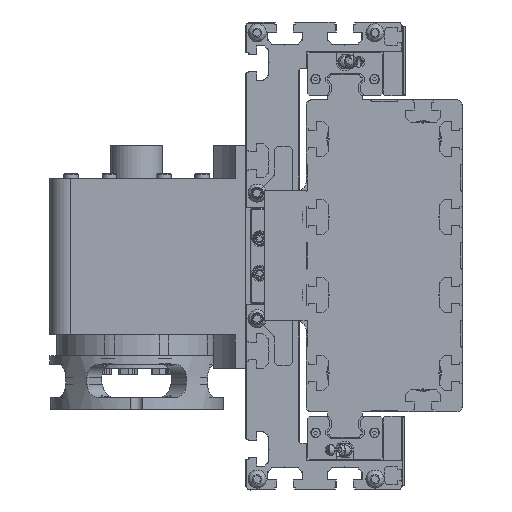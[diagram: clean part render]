
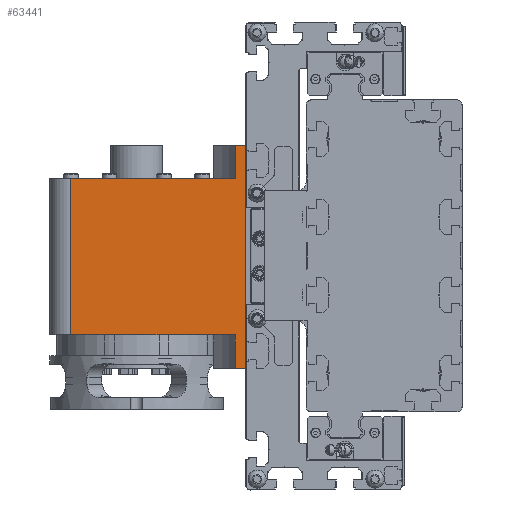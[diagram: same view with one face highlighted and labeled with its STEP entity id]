
A CAD part, left-side view. The second image highlights one B-rep face of the part: STEP entity #63441.
In plain terms, the highlighted face is planar.
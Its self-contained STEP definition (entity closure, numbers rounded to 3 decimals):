
#4942=PLANE('',#68979);
#11056=LINE('',#105820,#17391);
#11057=LINE('',#105824,#17392);
#11061=LINE('',#105835,#17396);
#11067=LINE('',#105851,#17402);
#11073=LINE('',#105867,#17408);
#11085=LINE('',#105901,#17420);
#11090=LINE('',#105912,#17425);
#11091=LINE('',#105914,#17426);
#17391=VECTOR('',#85630,10.);
#17392=VECTOR('',#85635,10.);
#17396=VECTOR('',#85645,10.);
#17402=VECTOR('',#85659,10.);
#17408=VECTOR('',#85675,10.);
#17420=VECTOR('',#85707,10.);
#17425=VECTOR('',#85718,10.);
#17426=VECTOR('',#85721,10.);
#21716=FACE_OUTER_BOUND('',#25184,.T.);
#25184=EDGE_LOOP('',(#59065,#59066,#59067,#59068,#59069,#59070,#59071,#59072));
#33311=VERTEX_POINT('',#105817);
#33312=VERTEX_POINT('',#105819);
#33313=VERTEX_POINT('',#105823);
#33317=VERTEX_POINT('',#105833);
#33322=VERTEX_POINT('',#105847);
#33323=VERTEX_POINT('',#105849);
#33328=VERTEX_POINT('',#105865);
#33340=VERTEX_POINT('',#105900);
#41938=EDGE_CURVE('',#33311,#33312,#11056,.T.);
#41940=EDGE_CURVE('',#33312,#33313,#11057,.T.);
#41946=EDGE_CURVE('',#33311,#33317,#11061,.T.);
#41954=EDGE_CURVE('',#33322,#33323,#11067,.T.);
#41962=EDGE_CURVE('',#33328,#33323,#11073,.T.);
#41978=EDGE_CURVE('',#33322,#33340,#11085,.T.);
#41985=EDGE_CURVE('',#33317,#33340,#11090,.T.);
#41986=EDGE_CURVE('',#33313,#33328,#11091,.T.);
#59065=ORIENTED_EDGE('',*,*,#41946,.T.);
#59066=ORIENTED_EDGE('',*,*,#41985,.T.);
#59067=ORIENTED_EDGE('',*,*,#41978,.F.);
#59068=ORIENTED_EDGE('',*,*,#41954,.T.);
#59069=ORIENTED_EDGE('',*,*,#41962,.F.);
#59070=ORIENTED_EDGE('',*,*,#41986,.F.);
#59071=ORIENTED_EDGE('',*,*,#41940,.F.);
#59072=ORIENTED_EDGE('',*,*,#41938,.F.);
#63441=ADVANCED_FACE('',(#21716),#4942,.T.);
#68979=AXIS2_PLACEMENT_3D('',#105913,#85719,#85720);
#85630=DIRECTION('',(0.,0.,1.));
#85635=DIRECTION('',(0.,1.,0.));
#85645=DIRECTION('',(0.,-1.,0.));
#85659=DIRECTION('',(0.,0.,-1.));
#85675=DIRECTION('',(0.,-1.,0.));
#85707=DIRECTION('',(0.,-1.,0.));
#85718=DIRECTION('',(0.,0.,-1.));
#85719=DIRECTION('center_axis',(1.,0.,0.));
#85720=DIRECTION('ref_axis',(0.,-1.,0.));
#85721=DIRECTION('',(0.,0.,-1.));
#105817=CARTESIAN_POINT('',(146.63,-48.238,-90.));
#105819=CARTESIAN_POINT('',(146.63,-48.238,-70.5));
#105820=CARTESIAN_POINT('',(146.63,-48.238,-90.));
#105823=CARTESIAN_POINT('',(146.63,-42.138,-70.5));
#105824=CARTESIAN_POINT('',(146.63,-48.238,-70.5));
#105833=CARTESIAN_POINT('',(146.63,-143.138,-90.));
#105835=CARTESIAN_POINT('',(146.63,-42.138,-90.));
#105847=CARTESIAN_POINT('',(146.63,-48.238,-180.));
#105849=CARTESIAN_POINT('',(146.63,-48.238,-199.5));
#105851=CARTESIAN_POINT('',(146.63,-48.238,-180.));
#105865=CARTESIAN_POINT('',(146.63,-42.138,-199.5));
#105867=CARTESIAN_POINT('',(146.63,-42.138,-199.5));
#105900=CARTESIAN_POINT('',(146.63,-143.138,-180.));
#105901=CARTESIAN_POINT('',(146.63,-42.138,-180.));
#105912=CARTESIAN_POINT('',(146.63,-143.138,-90.));
#105913=CARTESIAN_POINT('Origin',(146.63,-42.138,-90.));
#105914=CARTESIAN_POINT('',(146.63,-42.138,-90.));
